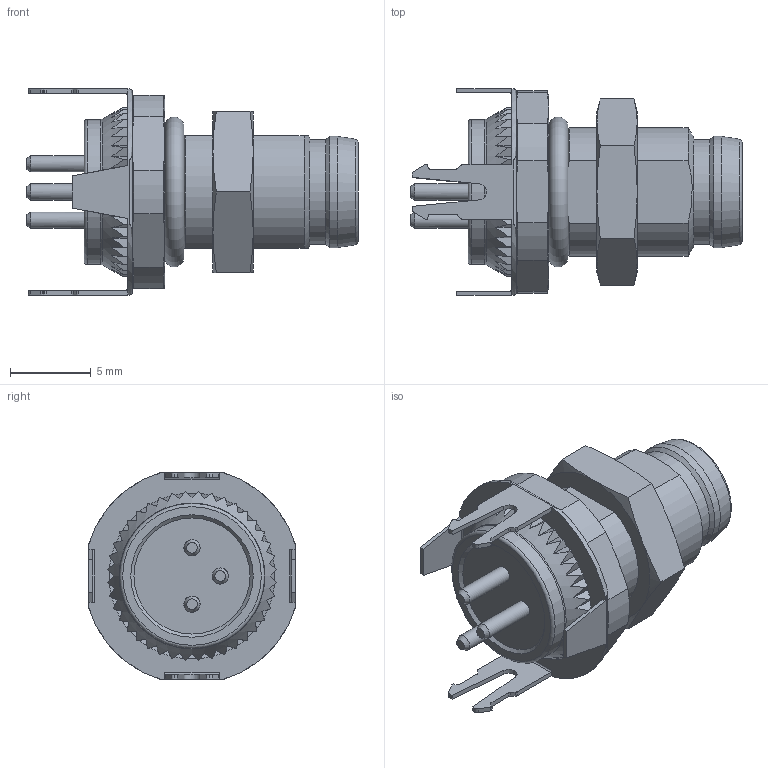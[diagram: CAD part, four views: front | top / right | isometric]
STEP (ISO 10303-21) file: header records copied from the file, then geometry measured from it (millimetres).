
FILE_DESCRIPTION(/* description */ (''),/* implementation_level */ '2;1');
FILE_NAME(/* name */ '09-3419-81-03_bg.stp',/* time_stamp */ '2010-09-09T08:26:32+02:00',/* author */ (''),/* organization */ (''),/* preprocessor_version */ 'ST-DEVELOPER v11',/* originating_system */ 'UGS - NX 5.0',/* authorisation */ '');
FILE_SCHEMA (('CONFIG_CONTROL_DESIGN'));
Length unit declared in the file: millimetre
Products named in the file (1): sgro2E33gr79
Bounding box: 20.6 x 12.8 x 12.8 mm (x, y, z)
Volume: 1011.2 mm3; surface area: 1241.7 mm2
Topology: 1 solids, 2 shells, 384 faces, 1311 edges, 859 vertices
Faces by surface type: cylinder 175, plane 157, cone 36, torus 9, bspline 4, sphere 3
Full cylindrical faces by diameter (mm): 1 x6, 5.7 x1, 6.5 x1, 6.9 x1, 7 x1, 9 x1
Entity records: 14582 total; most frequent: CARTESIAN_POINT 3381, ORIENTED_EDGE 2524, DIRECTION 2184, EDGE_CURVE 1262, VERTEX_POINT 844, AXIS2_PLACEMENT_3D 771, LINE 642, VECTOR 642
